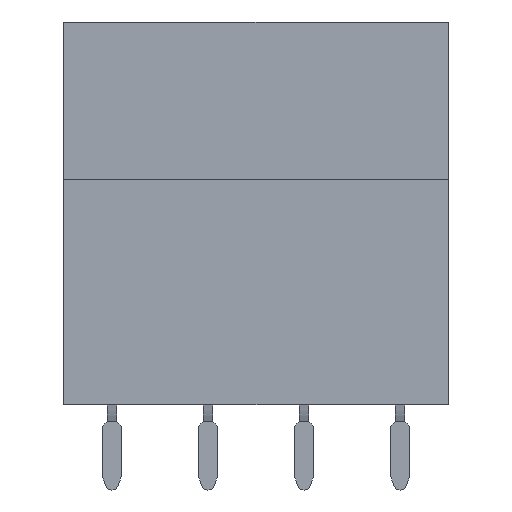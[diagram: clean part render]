
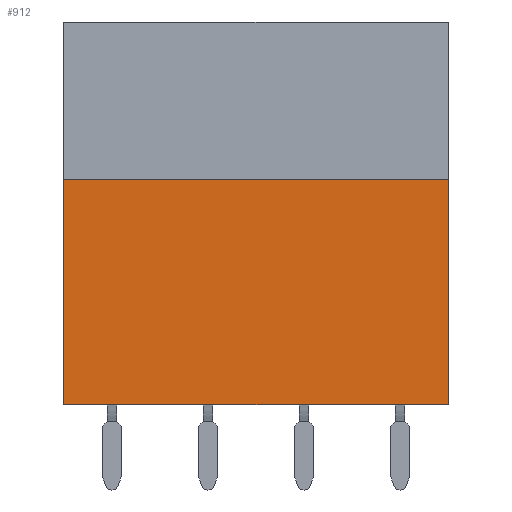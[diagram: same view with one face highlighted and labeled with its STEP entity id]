
A CAD part, front view. The second image highlights one B-rep face of the part: STEP entity #912.
In plain terms, the highlighted planar face has unit normal (0, -1, 0).
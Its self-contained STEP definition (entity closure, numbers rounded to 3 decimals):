
#899=AXIS2_PLACEMENT_3D('Plane Axis2P3D',#896,#897,#898) ;
#169=CARTESIAN_POINT('Vertex',(0.,0.,4.5)) ;
#172=CARTESIAN_POINT('Line Origine',(0.,0.,10.45)) ;
#176=CARTESIAN_POINT('Vertex',(0.,0.,16.4)) ;
#245=CARTESIAN_POINT('Line Origine',(20.32,0.,10.45)) ;
#249=CARTESIAN_POINT('Vertex',(20.32,0.,4.5)) ;
#251=CARTESIAN_POINT('Vertex',(20.32,0.,16.4)) ;
#611=CARTESIAN_POINT('Line Origine',(10.16,0.,4.5)) ;
#896=CARTESIAN_POINT('Axis2P3D Location',(5.08,0.,1.3)) ;
#901=CARTESIAN_POINT('Line Origine',(10.16,0.,16.4)) ;
#173=DIRECTION('Vector Direction',(0.,0.,1.)) ;
#246=DIRECTION('Vector Direction',(0.,0.,1.)) ;
#612=DIRECTION('Vector Direction',(-1.,0.,0.)) ;
#897=DIRECTION('Axis2P3D Direction',(0.,1.,-0.)) ;
#898=DIRECTION('Axis2P3D XDirection',(-1.,0.,0.)) ;
#902=DIRECTION('Vector Direction',(1.,0.,0.)) ;
#174=VECTOR('Line Direction',#173,1.) ;
#247=VECTOR('Line Direction',#246,1.) ;
#613=VECTOR('Line Direction',#612,1.) ;
#903=VECTOR('Line Direction',#902,1.) ;
#907=ORIENTED_EDGE('',*,*,#253,.T.) ;
#908=ORIENTED_EDGE('',*,*,#905,.F.) ;
#909=ORIENTED_EDGE('',*,*,#178,.F.) ;
#910=ORIENTED_EDGE('',*,*,#615,.F.) ;
#912=ADVANCED_FACE('BLL 5.08/04/180 3.2 SN OR 1630730000',(#911),#900,.F.) ;
#178=EDGE_CURVE('',#170,#177,#175,.T.) ;
#253=EDGE_CURVE('',#250,#252,#248,.T.) ;
#615=EDGE_CURVE('',#250,#170,#614,.T.) ;
#905=EDGE_CURVE('',#177,#252,#904,.T.) ;
#906=EDGE_LOOP('',(#907,#908,#909,#910)) ;
#911=FACE_OUTER_BOUND('',#906,.T.) ;
#175=LINE('Line',#172,#174) ;
#248=LINE('Line',#245,#247) ;
#614=LINE('Line',#611,#613) ;
#904=LINE('Line',#901,#903) ;
#900=PLANE('',#899) ;
#170=VERTEX_POINT('',#169) ;
#177=VERTEX_POINT('',#176) ;
#250=VERTEX_POINT('',#249) ;
#252=VERTEX_POINT('',#251) ;
